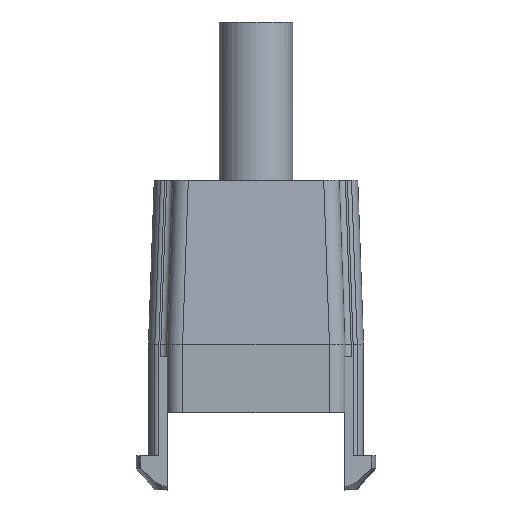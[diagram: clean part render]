
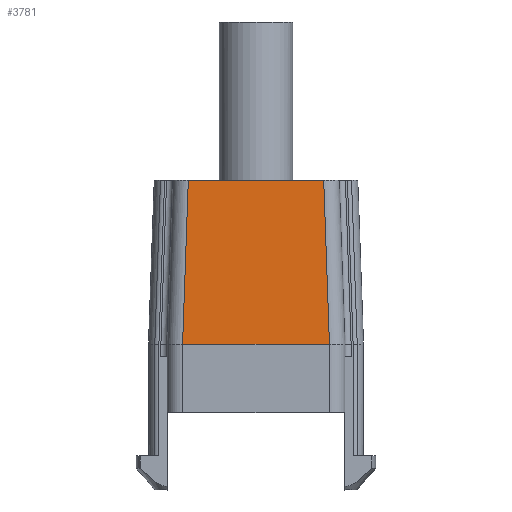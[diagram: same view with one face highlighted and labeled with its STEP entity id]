
A CAD part, top view. The second image highlights one B-rep face of the part: STEP entity #3781.
In plain terms, the highlighted planar face has unit normal (0, 0.035, 0.999).
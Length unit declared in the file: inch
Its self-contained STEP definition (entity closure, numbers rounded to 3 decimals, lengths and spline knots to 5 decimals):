
#76=CARTESIAN_POINT('',(0.30276,0.5,-0.00926));
#90=CARTESIAN_POINT('',(0.08424,0.5,-0.00926));
#576=DIRECTION('',(-0.035,0.999,-0.035));
#577=VECTOR('',#576,0.26532);
#578=CARTESIAN_POINT('',(0.31201,0.235,-0.00001));
#579=LINE('',#578,#577);
#580=DIRECTION('',(1.,0.,0.));
#581=VECTOR('',#580,0.23702);
#582=CARTESIAN_POINT('',(0.07499,0.235,-0.00001));
#583=LINE('',#582,#581);
#584=DIRECTION('',(-0.035,-0.999,0.035));
#585=VECTOR('',#584,0.26532);
#586=CARTESIAN_POINT('',(0.08424,0.5,-0.00926));
#587=LINE('',#586,#585);
#588=DIRECTION('',(-1.,0.,0.));
#589=VECTOR('',#588,0.21852);
#590=CARTESIAN_POINT('',(0.30276,0.5,-0.00926));
#591=LINE('',#590,#589);
#2566=VERTEX_POINT('',#76);
#2570=CARTESIAN_POINT('',(0.31201,0.235,-0.00001));
#2571=VERTEX_POINT('',#2570);
#2582=CARTESIAN_POINT('',(0.07499,0.235,-0.00001));
#2583=VERTEX_POINT('',#2582);
#2585=VERTEX_POINT('',#90);
#3768=CARTESIAN_POINT('',(0.05,0.235,-0.00001));
#3769=DIRECTION('',(0.,0.035,0.999));
#3770=DIRECTION('',(1.,0.,0.));
#3771=AXIS2_PLACEMENT_3D('',#3768,#3769,#3770);
#3772=PLANE('',#3771);
#3774=ORIENTED_EDGE('',*,*,#3773,.F.);
#3776=ORIENTED_EDGE('',*,*,#3775,.F.);
#3777=ORIENTED_EDGE('',*,*,#3760,.F.);
#3778=ORIENTED_EDGE('',*,*,#3206,.F.);
#3779=EDGE_LOOP('',(#3774,#3776,#3777,#3778));
#3780=FACE_OUTER_BOUND('',#3779,.F.);
#3781=ADVANCED_FACE('',(#3780),#3772,.T.);
#3206=EDGE_CURVE('',#2566,#2585,#591,.T.);
#3760=EDGE_CURVE('',#2585,#2583,#587,.T.);
#3773=EDGE_CURVE('',#2571,#2566,#579,.T.);
#3775=EDGE_CURVE('',#2583,#2571,#583,.T.);
